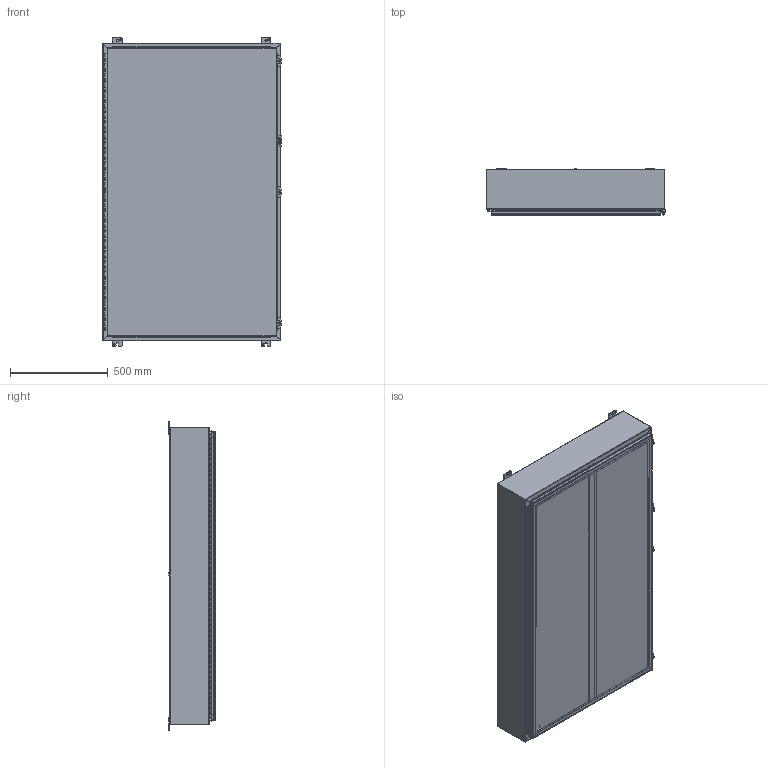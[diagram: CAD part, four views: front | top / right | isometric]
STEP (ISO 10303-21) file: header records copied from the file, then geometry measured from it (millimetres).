
FILE_DESCRIPTION (( 'STEP AP203' ), '1' );
FILE_NAME ('1418T8_Default.step', '2019-11-02T19:09:01', ( '' ), ( '' ), 'SwSTEP 2.0', 'SolidWorks 2019', '' );
FILE_SCHEMA (( 'CONFIG_CONTROL_DESIGN' ));
Products named in the file (1): 1418T8_Default
Bounding box: 917.58 x 241.09 x 1581.15 mm (x, y, z)
Volume: 11760856.1 mm3; surface area: 11952129.7 mm2
Topology: 60 solids, 60 shells, 1900 faces, 4992 edges, 3257 vertices
Faces by surface type: plane 1076, cylinder 701, bspline 92, cone 31
Entity records: 61150 total; most frequent: CARTESIAN_POINT 13574, ORIENTED_EDGE 9984, DIRECTION 9839, EDGE_CURVE 4992, VECTOR 3331, LINE 3331, VERTEX_POINT 3257, AXIS2_PLACEMENT_3D 3254
